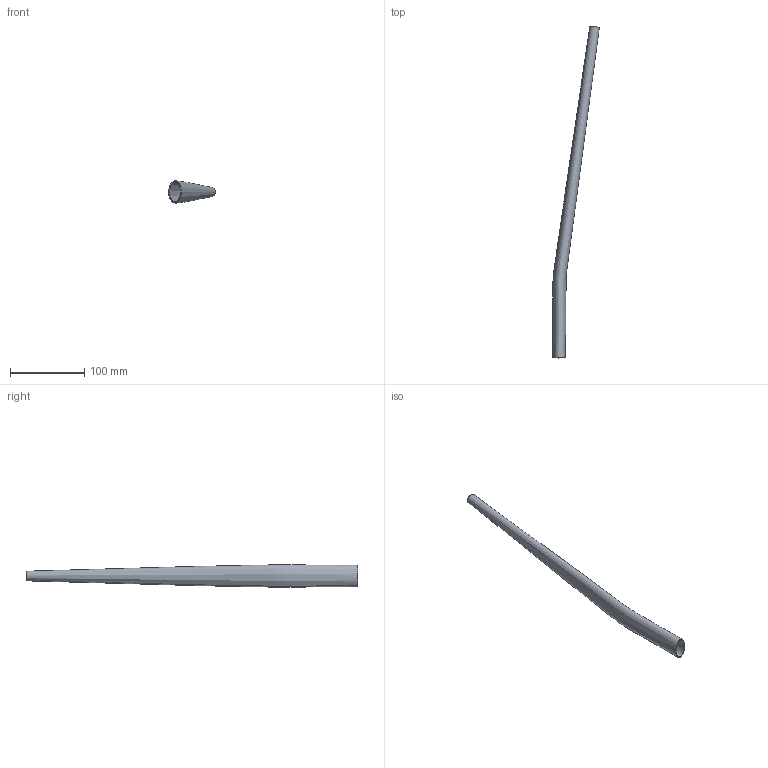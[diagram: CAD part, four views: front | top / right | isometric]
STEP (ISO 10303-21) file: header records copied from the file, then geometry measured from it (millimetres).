
FILE_DESCRIPTION(/* description */ (''),/* implementation_level */ '2;1');
FILE_NAME(/* name */ 'FX5530.step',/* time_stamp */ '2024-01-15T10:52:47Z',/* author */ (''),/* organization */ (''),/* preprocessor_version */ 'ST-DEVELOPER v20',/* originating_system */ 'Autodesk Translation Framework v12.14.0.127',/* authorisation */ '');
FILE_SCHEMA (('AUTOMOTIVE_DESIGN { 1 0 10303 214 3 1 1 }'));
Length unit declared in the file: millimetre
Products named in the file (1): FX5530
Bounding box: 62.97 x 447.55 x 29.93 mm (x, y, z)
Volume: 26699.9 mm3; surface area: 54236.6 mm2
Topology: 1 solids, 1 shells, 4 faces, 6 edges, 4 vertices
Faces by surface type: bspline 2, plane 2
Entity records: 907 total; most frequent: CARTESIAN_POINT 807, ORIENTED_EDGE 12, DIRECTION 10, EDGE_LOOP 6, EDGE_CURVE 6, AXIS2_PLACEMENT_3D 5, FACE_OUTER_BOUND 4, B_SPLINE_CURVE_WITH_KNOTS 4
